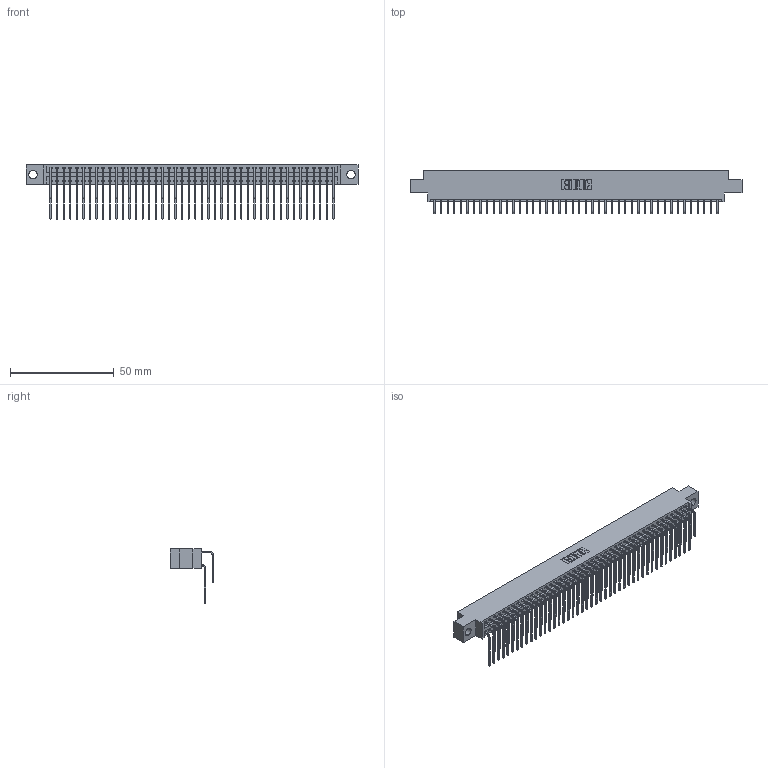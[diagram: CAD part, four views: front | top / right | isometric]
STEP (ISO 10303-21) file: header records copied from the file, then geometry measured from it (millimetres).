
FILE_DESCRIPTION (( 'STEP AP203' ), '1' );
FILE_NAME ('396-088-559-804.STEP', '2018-09-10T07:11:12', ( '' ), ( '' ), 'SwSTEP 2.0', 'SolidWorks 2016', '' );
FILE_SCHEMA (( 'CONFIG_CONTROL_DESIGN' ));
Length unit declared in the file: inch
Products named in the file (4): 346 Part_0.170 Offset - 0.156 Dia-TH; 345-292-001_558 559 Tail - 1; 345-292-001_559 Tail - 2; 396-088-559-804
Assembly tree (89 placements, depth 2):
  396-088-559-804
    346 Part_0.170 Offset - 0.156 Dia-TH
    345-292-001_558 559 Tail - 1  x44
    345-292-001_559 Tail - 2  x44
Bounding box: 160.27 x 20.89 x 26.16 mm (x, y, z)
Volume: 15909.4 mm3; surface area: 24328.3 mm2
Topology: 89 solids, 89 shells, 4878 faces, 14509 edges, 9554 vertices
Faces by surface type: plane 3336, cylinder 1542
Entity records: 30365 total; most frequent: CARTESIAN_POINT 5055, ORIENTED_EDGE 4938, DIRECTION 4477, EDGE_CURVE 2469, LINE 2121, VECTOR 2121, VERTEX_POINT 1642, AXIS2_PLACEMENT_3D 1178
